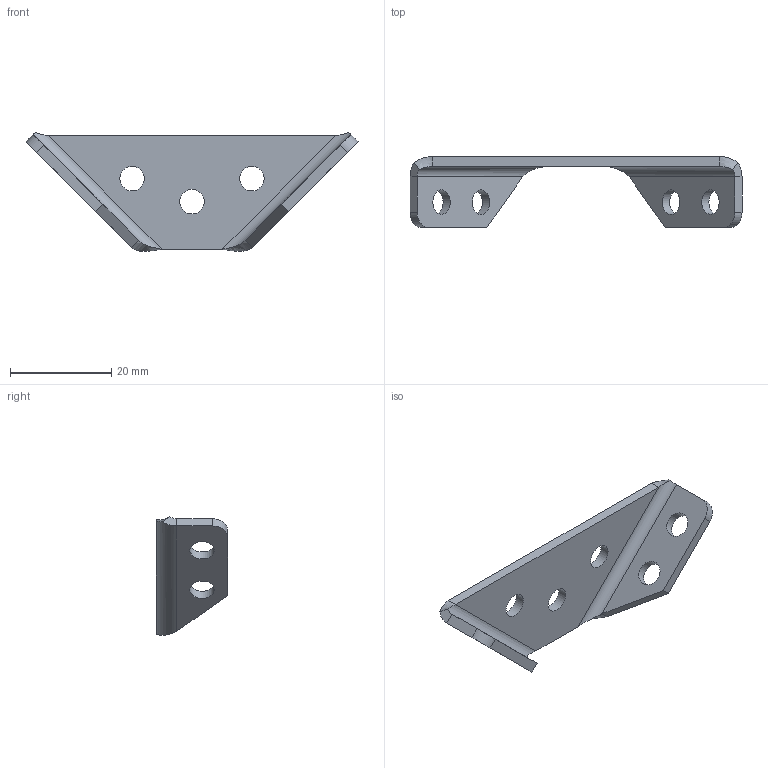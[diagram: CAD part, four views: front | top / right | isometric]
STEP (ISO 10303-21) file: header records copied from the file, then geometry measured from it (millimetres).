
FILE_DESCRIPTION(/* description */ (''),/* implementation_level */ '2;1');
FILE_NAME(/* name */ 'Small Angle Bracket.step',/* time_stamp */ '2024-08-27T16:04:39+08:00',/* author */ (''),/* organization */ (''),/* preprocessor_version */ 'ST-DEVELOPER v20',/* originating_system */ 'Autodesk Translation Framework v13.14.0.145',/* authorisation */ '');
FILE_SCHEMA (('AUTOMOTIVE_DESIGN { 1 0 10303 214 3 1 1 }'));
Length unit declared in the file: millimetre
Products named in the file (2): Angle Bracket; bracket
Assembly tree (1 placements, depth 2):
  Angle Bracket
    bracket
Bounding box: 65.46 x 14 x 23.4 mm (x, y, z)
Volume: 2830 mm3; surface area: 3397.6 mm2
Topology: 1 solids, 1 shells, 33 faces, 83 edges, 52 vertices
Faces by surface type: plane 16, cylinder 13, bspline 4
Full cylindrical faces by diameter (mm): 4.84 x7
Entity records: 1143 total; most frequent: CARTESIAN_POINT 275, ORIENTED_EDGE 166, DIRECTION 161, EDGE_CURVE 83, AXIS2_PLACEMENT_3D 54, LINE 53, VECTOR 53, VERTEX_POINT 52
